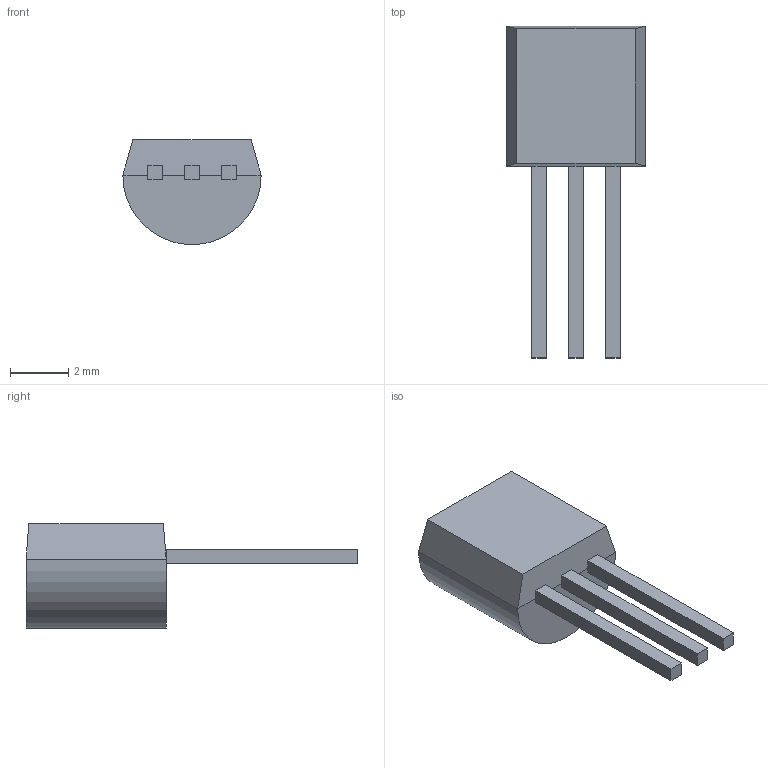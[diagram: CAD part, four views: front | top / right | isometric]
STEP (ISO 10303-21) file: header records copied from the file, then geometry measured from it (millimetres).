
FILE_DESCRIPTION (( 'STEP AP214' ), '1' );
FILE_NAME ('TO-92 P1.27.STEP', '2014-12-08T09:32:59', ( 'Master' ), ( '' ), 'SwSTEP 2.0', 'SolidWorks 2013', '' );
FILE_SCHEMA (( 'AUTOMOTIVE_DESIGN' ));
Length unit declared in the file: millimetre
Products named in the file (1): TO-92 P1.27
Bounding box: 4.76 x 11.43 x 3.61 mm (x, y, z)
Volume: 73.8 mm3; surface area: 136.4 mm2
Topology: 1 solids, 1 shells, 26 faces, 62 edges, 38 vertices
Faces by surface type: plane 25, cylinder 1
Entity records: 927 total; most frequent: CARTESIAN_POINT 127, ORIENTED_EDGE 124, DIRECTION 118, EDGE_CURVE 62, LINE 60, VECTOR 60, VERTEX_POINT 38, AXIS2_PLACEMENT_3D 29
